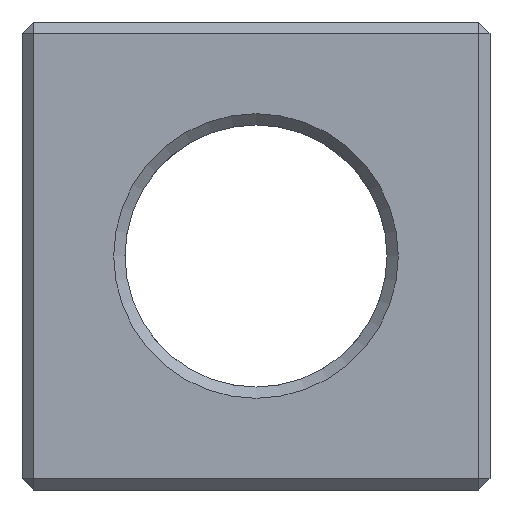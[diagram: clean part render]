
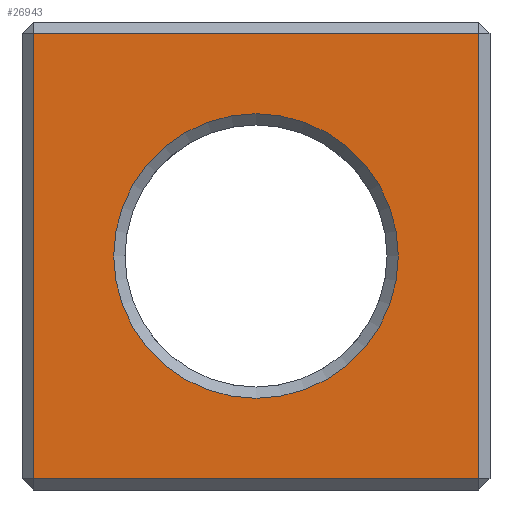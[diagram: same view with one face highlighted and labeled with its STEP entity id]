
A CAD part, front view. The second image highlights one B-rep face of the part: STEP entity #26943.
In plain terms, the highlighted planar face has unit normal (0, -1, 0).
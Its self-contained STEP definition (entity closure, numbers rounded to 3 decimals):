
#12562 = CONICAL_SURFACE('',#12563,3.5,0.785);
#12563 = AXIS2_PLACEMENT_3D('',#12564,#12565,#12566);
#12564 = CARTESIAN_POINT('',(6.25,0.3,6.25));
#12565 = DIRECTION('',(-0.,-1.,-0.));
#12566 = DIRECTION('',(1.,0.,0.));
#14519 = PLANE('',#14520);
#14520 = AXIS2_PLACEMENT_3D('',#14521,#14522,#14523);
#14521 = CARTESIAN_POINT('',(0.15,0.15,0.));
#14522 = DIRECTION('',(-0.707,-0.707,0.));
#14523 = DIRECTION('',(-0.,-0.,-1.));
#16816 = PLANE('',#16817);
#16817 = AXIS2_PLACEMENT_3D('',#16818,#16819,#16820);
#16818 = CARTESIAN_POINT('',(12.35,0.15,0.));
#16819 = DIRECTION('',(0.707,-0.707,0.));
#16820 = DIRECTION('',(0.,0.,1.));
#16923 = EDGE_CURVE('',#16924,#16924,#16926,.T.);
#16924 = VERTEX_POINT('',#16925);
#16925 = CARTESIAN_POINT('',(10.05,0.,6.25));
#16926 = SURFACE_CURVE('',#16927,(#16932,#16939),.PCURVE_S1.);
#16927 = CIRCLE('',#16928,3.8);
#16928 = AXIS2_PLACEMENT_3D('',#16929,#16930,#16931);
#16929 = CARTESIAN_POINT('',(6.25,0.,6.25));
#16930 = DIRECTION('',(0.,-1.,0.));
#16931 = DIRECTION('',(1.,0.,0.));
#16932 = PCURVE('',#12562,#16933);
#16933 = DEFINITIONAL_REPRESENTATION('',(#16934),#16938);
#16934 = LINE('',#16935,#16936);
#16935 = CARTESIAN_POINT('',(-0.,0.3));
#16936 = VECTOR('',#16937,1.);
#16937 = DIRECTION('',(1.,-0.));
#16938 = ( GEOMETRIC_REPRESENTATION_CONTEXT(2) 
PARAMETRIC_REPRESENTATION_CONTEXT() REPRESENTATION_CONTEXT('2D SPACE',''
  ) );
#16939 = PCURVE('',#16940,#16945);
#16940 = PLANE('',#16941);
#16941 = AXIS2_PLACEMENT_3D('',#16942,#16943,#16944);
#16942 = CARTESIAN_POINT('',(0.,0.,0.));
#16943 = DIRECTION('',(0.,1.,0.));
#16944 = DIRECTION('',(1.,0.,0.));
#16945 = DEFINITIONAL_REPRESENTATION('',(#16946),#16954);
#16946 = ( BOUNDED_CURVE() B_SPLINE_CURVE(2,(#16947,#16948,#16949,#16950
    ,#16951,#16952,#16953),.UNSPECIFIED.,.T.,.F.) 
B_SPLINE_CURVE_WITH_KNOTS((1,2,2,2,2,1),(-2.094,0.,
    2.094,4.189,6.283,8.378),
.UNSPECIFIED.) CURVE() GEOMETRIC_REPRESENTATION_ITEM() 
RATIONAL_B_SPLINE_CURVE((1.,0.5,1.,0.5,1.,0.5,1.)) REPRESENTATION_ITEM(
  '') );
#16947 = CARTESIAN_POINT('',(10.05,-6.25));
#16948 = CARTESIAN_POINT('',(10.05,-12.832));
#16949 = CARTESIAN_POINT('',(4.35,-9.541));
#16950 = CARTESIAN_POINT('',(-1.35,-6.25));
#16951 = CARTESIAN_POINT('',(4.35,-2.959));
#16952 = CARTESIAN_POINT('',(10.05,0.332));
#16953 = CARTESIAN_POINT('',(10.05,-6.25));
#16954 = ( GEOMETRIC_REPRESENTATION_CONTEXT(2) 
PARAMETRIC_REPRESENTATION_CONTEXT() REPRESENTATION_CONTEXT('2D SPACE',''
  ) );
#26221 = VERTEX_POINT('',#26222);
#26222 = CARTESIAN_POINT('',(0.3,0.,12.2));
#26248 = EDGE_CURVE('',#26249,#26221,#26251,.T.);
#26249 = VERTEX_POINT('',#26250);
#26250 = CARTESIAN_POINT('',(0.3,0.,0.3));
#26251 = SURFACE_CURVE('',#26252,(#26256,#26263),.PCURVE_S1.);
#26252 = LINE('',#26253,#26254);
#26253 = CARTESIAN_POINT('',(0.3,0.,0.));
#26254 = VECTOR('',#26255,1.);
#26255 = DIRECTION('',(0.,0.,1.));
#26256 = PCURVE('',#14519,#26257);
#26257 = DEFINITIONAL_REPRESENTATION('',(#26258),#26262);
#26258 = LINE('',#26259,#26260);
#26259 = CARTESIAN_POINT('',(-0.,0.212));
#26260 = VECTOR('',#26261,1.);
#26261 = DIRECTION('',(-1.,0.));
#26262 = ( GEOMETRIC_REPRESENTATION_CONTEXT(2) 
PARAMETRIC_REPRESENTATION_CONTEXT() REPRESENTATION_CONTEXT('2D SPACE',''
  ) );
#26263 = PCURVE('',#16940,#26264);
#26264 = DEFINITIONAL_REPRESENTATION('',(#26265),#26269);
#26265 = LINE('',#26266,#26267);
#26266 = CARTESIAN_POINT('',(0.3,0.));
#26267 = VECTOR('',#26268,1.);
#26268 = DIRECTION('',(0.,-1.));
#26269 = ( GEOMETRIC_REPRESENTATION_CONTEXT(2) 
PARAMETRIC_REPRESENTATION_CONTEXT() REPRESENTATION_CONTEXT('2D SPACE',''
  ) );
#26669 = VERTEX_POINT('',#26670);
#26670 = CARTESIAN_POINT('',(12.2,0.,12.2));
#26696 = EDGE_CURVE('',#26697,#26669,#26699,.T.);
#26697 = VERTEX_POINT('',#26698);
#26698 = CARTESIAN_POINT('',(12.2,0.,0.3));
#26699 = SURFACE_CURVE('',#26700,(#26704,#26711),.PCURVE_S1.);
#26700 = LINE('',#26701,#26702);
#26701 = CARTESIAN_POINT('',(12.2,0.,0.));
#26702 = VECTOR('',#26703,1.);
#26703 = DIRECTION('',(0.,0.,1.));
#26704 = PCURVE('',#16816,#26705);
#26705 = DEFINITIONAL_REPRESENTATION('',(#26706),#26710);
#26706 = LINE('',#26707,#26708);
#26707 = CARTESIAN_POINT('',(0.,0.212));
#26708 = VECTOR('',#26709,1.);
#26709 = DIRECTION('',(1.,0.));
#26710 = ( GEOMETRIC_REPRESENTATION_CONTEXT(2) 
PARAMETRIC_REPRESENTATION_CONTEXT() REPRESENTATION_CONTEXT('2D SPACE',''
  ) );
#26711 = PCURVE('',#16940,#26712);
#26712 = DEFINITIONAL_REPRESENTATION('',(#26713),#26717);
#26713 = LINE('',#26714,#26715);
#26714 = CARTESIAN_POINT('',(12.2,0.));
#26715 = VECTOR('',#26716,1.);
#26716 = DIRECTION('',(0.,-1.));
#26717 = ( GEOMETRIC_REPRESENTATION_CONTEXT(2) 
PARAMETRIC_REPRESENTATION_CONTEXT() REPRESENTATION_CONTEXT('2D SPACE',''
  ) );
#26943 = ADVANCED_FACE('',(#26944,#27000),#16940,.F.);
#26944 = FACE_BOUND('',#26945,.F.);
#26945 = EDGE_LOOP('',(#26946,#26947,#26973,#26974));
#26946 = ORIENTED_EDGE('',*,*,#26248,.T.);
#26947 = ORIENTED_EDGE('',*,*,#26948,.T.);
#26948 = EDGE_CURVE('',#26221,#26669,#26949,.T.);
#26949 = SURFACE_CURVE('',#26950,(#26954,#26961),.PCURVE_S1.);
#26950 = LINE('',#26951,#26952);
#26951 = CARTESIAN_POINT('',(0.,0.,12.2));
#26952 = VECTOR('',#26953,1.);
#26953 = DIRECTION('',(1.,0.,0.));
#26954 = PCURVE('',#16940,#26955);
#26955 = DEFINITIONAL_REPRESENTATION('',(#26956),#26960);
#26956 = LINE('',#26957,#26958);
#26957 = CARTESIAN_POINT('',(0.,-12.2));
#26958 = VECTOR('',#26959,1.);
#26959 = DIRECTION('',(1.,0.));
#26960 = ( GEOMETRIC_REPRESENTATION_CONTEXT(2) 
PARAMETRIC_REPRESENTATION_CONTEXT() REPRESENTATION_CONTEXT('2D SPACE',''
  ) );
#26961 = PCURVE('',#26962,#26967);
#26962 = PLANE('',#26963);
#26963 = AXIS2_PLACEMENT_3D('',#26964,#26965,#26966);
#26964 = CARTESIAN_POINT('',(0.,0.15,12.35));
#26965 = DIRECTION('',(0.,0.707,-0.707));
#26966 = DIRECTION('',(1.,0.,0.));
#26967 = DEFINITIONAL_REPRESENTATION('',(#26968),#26972);
#26968 = LINE('',#26969,#26970);
#26969 = CARTESIAN_POINT('',(0.,0.212));
#26970 = VECTOR('',#26971,1.);
#26971 = DIRECTION('',(1.,0.));
#26972 = ( GEOMETRIC_REPRESENTATION_CONTEXT(2) 
PARAMETRIC_REPRESENTATION_CONTEXT() REPRESENTATION_CONTEXT('2D SPACE',''
  ) );
#26973 = ORIENTED_EDGE('',*,*,#26696,.F.);
#26974 = ORIENTED_EDGE('',*,*,#26975,.F.);
#26975 = EDGE_CURVE('',#26249,#26697,#26976,.T.);
#26976 = SURFACE_CURVE('',#26977,(#26981,#26988),.PCURVE_S1.);
#26977 = LINE('',#26978,#26979);
#26978 = CARTESIAN_POINT('',(0.,0.,0.3));
#26979 = VECTOR('',#26980,1.);
#26980 = DIRECTION('',(1.,0.,0.));
#26981 = PCURVE('',#16940,#26982);
#26982 = DEFINITIONAL_REPRESENTATION('',(#26983),#26987);
#26983 = LINE('',#26984,#26985);
#26984 = CARTESIAN_POINT('',(0.,-0.3));
#26985 = VECTOR('',#26986,1.);
#26986 = DIRECTION('',(1.,0.));
#26987 = ( GEOMETRIC_REPRESENTATION_CONTEXT(2) 
PARAMETRIC_REPRESENTATION_CONTEXT() REPRESENTATION_CONTEXT('2D SPACE',''
  ) );
#26988 = PCURVE('',#26989,#26994);
#26989 = PLANE('',#26990);
#26990 = AXIS2_PLACEMENT_3D('',#26991,#26992,#26993);
#26991 = CARTESIAN_POINT('',(0.,0.15,0.15));
#26992 = DIRECTION('',(0.,-0.707,-0.707));
#26993 = DIRECTION('',(1.,0.,0.));
#26994 = DEFINITIONAL_REPRESENTATION('',(#26995),#26999);
#26995 = LINE('',#26996,#26997);
#26996 = CARTESIAN_POINT('',(0.,0.212));
#26997 = VECTOR('',#26998,1.);
#26998 = DIRECTION('',(1.,0.));
#26999 = ( GEOMETRIC_REPRESENTATION_CONTEXT(2) 
PARAMETRIC_REPRESENTATION_CONTEXT() REPRESENTATION_CONTEXT('2D SPACE',''
  ) );
#27000 = FACE_BOUND('',#27001,.F.);
#27001 = EDGE_LOOP('',(#27002));
#27002 = ORIENTED_EDGE('',*,*,#16923,.T.);
